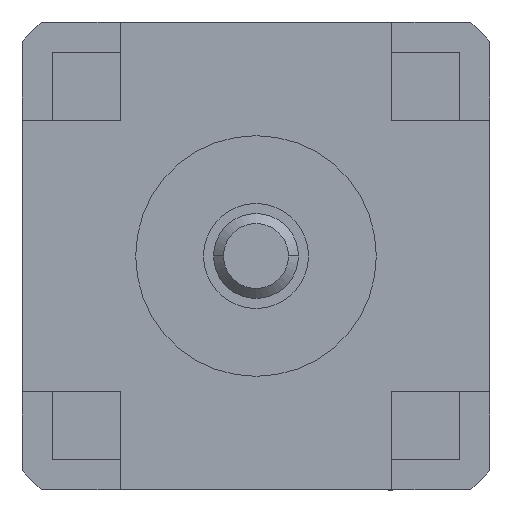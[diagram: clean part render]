
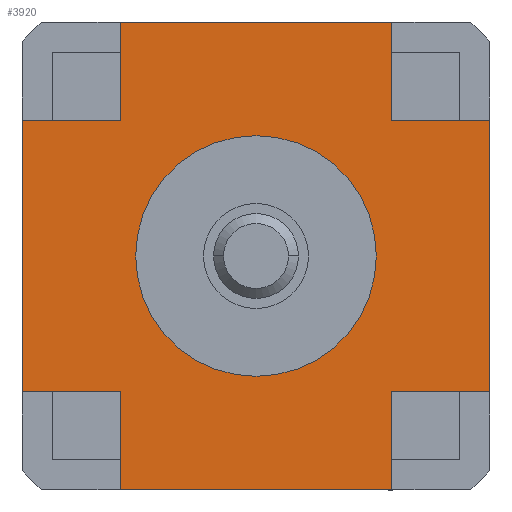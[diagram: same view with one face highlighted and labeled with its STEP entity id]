
A CAD part, left-side view. The second image highlights one B-rep face of the part: STEP entity #3920.
In plain terms, the highlighted planar face has unit normal (-1, 0, 0).
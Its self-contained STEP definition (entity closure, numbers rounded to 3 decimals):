
#72 = CARTESIAN_POINT ( 'NONE',  ( -9., 2.03, 2.03 ) ) ;
#82 = CARTESIAN_POINT ( 'NONE',  ( -9., 0., 0. ) ) ;
#111 = CARTESIAN_POINT ( 'NONE',  ( -9., 3.5, -2.03 ) ) ;
#152 = CARTESIAN_POINT ( 'NONE',  ( -9., -2.03, -2.03 ) ) ;
#173 = CIRCLE ( 'NONE', #1816, 1.8 ) ;
#186 = VERTEX_POINT ( 'NONE', #3520 ) ;
#205 = EDGE_CURVE ( 'NONE', #3156, #2207, #3791, .T. ) ;
#242 = DIRECTION ( 'NONE',  ( 0., 0., 1. ) ) ;
#452 = EDGE_CURVE ( 'NONE', #3639, #186, #4485, .T. ) ;
#501 = CARTESIAN_POINT ( 'NONE',  ( -9., -2.03, -3.5 ) ) ;
#513 = VERTEX_POINT ( 'NONE', #3343 ) ;
#563 = LINE ( 'NONE', #787, #2971 ) ;
#628 = ORIENTED_EDGE ( 'NONE', *, *, #786, .T. ) ;
#678 = VECTOR ( 'NONE', #2312, 1000. ) ;
#694 = CARTESIAN_POINT ( 'NONE',  ( -9., -1.8, 0. ) ) ;
#740 = LINE ( 'NONE', #72, #3554 ) ;
#746 = LINE ( 'NONE', #2738, #2481 ) ;
#752 = DIRECTION ( 'NONE',  ( 0., -1., 0. ) ) ;
#786 = EDGE_CURVE ( 'NONE', #1792, #3035, #1978, .T. ) ;
#787 = CARTESIAN_POINT ( 'NONE',  ( -9., 2.03, -2.03 ) ) ;
#814 = AXIS2_PLACEMENT_3D ( 'NONE', #1715, #2439, #2039 ) ;
#858 = AXIS2_PLACEMENT_3D ( 'NONE', #1125, #4347, #752 ) ;
#888 = VERTEX_POINT ( 'NONE', #501 ) ;
#899 = ORIENTED_EDGE ( 'NONE', *, *, #4437, .F. ) ;
#903 = CARTESIAN_POINT ( 'NONE',  ( -9., -2.03, 3.5 ) ) ;
#908 = VECTOR ( 'NONE', #242, 1000. ) ;
#997 = ORIENTED_EDGE ( 'NONE', *, *, #3237, .F. ) ;
#1001 = DIRECTION ( 'NONE',  ( 0., -1., 0. ) ) ;
#1013 = FACE_OUTER_BOUND ( 'NONE', #3053, .T. ) ;
#1017 = ORIENTED_EDGE ( 'NONE', *, *, #1994, .T. ) ;
#1075 = DIRECTION ( 'NONE',  ( 0., -1., 0. ) ) ;
#1122 = LINE ( 'NONE', #152, #3323 ) ;
#1125 = CARTESIAN_POINT ( 'NONE',  ( -9., 0., 0. ) ) ;
#1246 = DIRECTION ( 'NONE',  ( 0., 0., 1. ) ) ;
#1320 = PLANE ( 'NONE',  #814 ) ;
#1361 = DIRECTION ( 'NONE',  ( 0., -1., 0. ) ) ;
#1382 = EDGE_CURVE ( 'NONE', #3546, #3035, #4597, .T. ) ;
#1459 = LINE ( 'NONE', #3450, #2591 ) ;
#1483 = EDGE_CURVE ( 'NONE', #1792, #4071, #3166, .T. ) ;
#1499 = CARTESIAN_POINT ( 'NONE',  ( -9., 2.03, 2.03 ) ) ;
#1670 = CIRCLE ( 'NONE', #858, 1.8 ) ;
#1715 = CARTESIAN_POINT ( 'NONE',  ( -9., 0., 0. ) ) ;
#1773 = CARTESIAN_POINT ( 'NONE',  ( -9., 2.03, -2.03 ) ) ;
#1792 = VERTEX_POINT ( 'NONE', #3714 ) ;
#1798 = EDGE_LOOP ( 'NONE', ( #3511, #3869 ) ) ;
#1816 = AXIS2_PLACEMENT_3D ( 'NONE', #82, #1835, #1075 ) ;
#1835 = DIRECTION ( 'NONE',  ( -1., 0., 0. ) ) ;
#1897 = LINE ( 'NONE', #2492, #2177 ) ;
#1970 = CARTESIAN_POINT ( 'NONE',  ( -9., 2.03, -2.03 ) ) ;
#1975 = ORIENTED_EDGE ( 'NONE', *, *, #205, .T. ) ;
#1978 = LINE ( 'NONE', #3649, #3906 ) ;
#1994 = EDGE_CURVE ( 'NONE', #3801, #888, #2740, .T. ) ;
#2039 = DIRECTION ( 'NONE',  ( 0., -1., 0. ) ) ;
#2113 = EDGE_CURVE ( 'NONE', #186, #2207, #1897, .T. ) ;
#2172 = EDGE_CURVE ( 'NONE', #3294, #3430, #1670, .T. ) ;
#2177 = VECTOR ( 'NONE', #1001, 1000. ) ;
#2206 = EDGE_CURVE ( 'NONE', #3430, #3294, #173, .T. ) ;
#2207 = VERTEX_POINT ( 'NONE', #2452 ) ;
#2291 = CARTESIAN_POINT ( 'NONE',  ( -9., 2.03, -3.5 ) ) ;
#2296 = DIRECTION ( 'NONE',  ( 0., 0., -1. ) ) ;
#2312 = DIRECTION ( 'NONE',  ( 0., -1., 0. ) ) ;
#2407 = DIRECTION ( 'NONE',  ( 0., 1., 0. ) ) ;
#2439 = DIRECTION ( 'NONE',  ( -1., 0., 0. ) ) ;
#2452 = CARTESIAN_POINT ( 'NONE',  ( -9., -3.5, 2.03 ) ) ;
#2481 = VECTOR ( 'NONE', #2407, 1000. ) ;
#2492 = CARTESIAN_POINT ( 'NONE',  ( -9., -2.03, 2.03 ) ) ;
#2539 = DIRECTION ( 'NONE',  ( 0., 0., -1. ) ) ;
#2569 = EDGE_CURVE ( 'NONE', #3639, #2979, #746, .T. ) ;
#2591 = VECTOR ( 'NONE', #4195, 1000. ) ;
#2596 = DIRECTION ( 'NONE',  ( 0., 0., 1. ) ) ;
#2738 = CARTESIAN_POINT ( 'NONE',  ( -9., -3.211, 3.5 ) ) ;
#2740 = LINE ( 'NONE', #3879, #3363 ) ;
#2773 = CARTESIAN_POINT ( 'NONE',  ( -9., 1.8, 0. ) ) ;
#2965 = CARTESIAN_POINT ( 'NONE',  ( -9., -2.03, 2.03 ) ) ;
#2971 = VECTOR ( 'NONE', #1246, 1000. ) ;
#2979 = VERTEX_POINT ( 'NONE', #3309 ) ;
#2986 = DIRECTION ( 'NONE',  ( 0., 0., -1. ) ) ;
#2996 = EDGE_CURVE ( 'NONE', #4071, #2979, #740, .T. ) ;
#3035 = VERTEX_POINT ( 'NONE', #111 ) ;
#3053 = EDGE_LOOP ( 'NONE', ( #1975, #3891, #3778, #3099, #3453, #3833, #628, #3890, #899, #1017, #4438, #997 ) ) ;
#3099 = ORIENTED_EDGE ( 'NONE', *, *, #2569, .T. ) ;
#3156 = VERTEX_POINT ( 'NONE', #4543 ) ;
#3166 = LINE ( 'NONE', #3381, #678 ) ;
#3237 = EDGE_CURVE ( 'NONE', #3156, #513, #1459, .T. ) ;
#3294 = VERTEX_POINT ( 'NONE', #2773 ) ;
#3309 = CARTESIAN_POINT ( 'NONE',  ( -9., 2.03, 3.5 ) ) ;
#3323 = VECTOR ( 'NONE', #2296, 1000. ) ;
#3343 = CARTESIAN_POINT ( 'NONE',  ( -9., -2.03, -2.03 ) ) ;
#3363 = VECTOR ( 'NONE', #1361, 1000. ) ;
#3381 = CARTESIAN_POINT ( 'NONE',  ( -9., 2.03, 2.03 ) ) ;
#3430 = VERTEX_POINT ( 'NONE', #694 ) ;
#3450 = CARTESIAN_POINT ( 'NONE',  ( -9., -2.03, -2.03 ) ) ;
#3453 = ORIENTED_EDGE ( 'NONE', *, *, #2996, .F. ) ;
#3511 = ORIENTED_EDGE ( 'NONE', *, *, #2206, .F. ) ;
#3520 = CARTESIAN_POINT ( 'NONE',  ( -9., -2.03, 2.03 ) ) ;
#3546 = VERTEX_POINT ( 'NONE', #1970 ) ;
#3554 = VECTOR ( 'NONE', #2596, 1000. ) ;
#3639 = VERTEX_POINT ( 'NONE', #903 ) ;
#3649 = CARTESIAN_POINT ( 'NONE',  ( -9., 3.5, -3.211 ) ) ;
#3714 = CARTESIAN_POINT ( 'NONE',  ( -9., 3.5, 2.03 ) ) ;
#3741 = DIRECTION ( 'NONE',  ( 0., 1., 0. ) ) ;
#3778 = ORIENTED_EDGE ( 'NONE', *, *, #452, .F. ) ;
#3791 = LINE ( 'NONE', #4567, #908 ) ;
#3801 = VERTEX_POINT ( 'NONE', #2291 ) ;
#3833 = ORIENTED_EDGE ( 'NONE', *, *, #1483, .F. ) ;
#3869 = ORIENTED_EDGE ( 'NONE', *, *, #2172, .F. ) ;
#3879 = CARTESIAN_POINT ( 'NONE',  ( -9., 3.211, -3.5 ) ) ;
#3890 = ORIENTED_EDGE ( 'NONE', *, *, #1382, .F. ) ;
#3891 = ORIENTED_EDGE ( 'NONE', *, *, #2113, .F. ) ;
#3906 = VECTOR ( 'NONE', #2539, 1000. ) ;
#3920 = ADVANCED_FACE ( 'NONE', ( #4070, #1013 ), #1320, .T. ) ;
#4070 = FACE_BOUND ( 'NONE', #1798, .T. ) ;
#4071 = VERTEX_POINT ( 'NONE', #1499 ) ;
#4195 = DIRECTION ( 'NONE',  ( 0., 1., 0. ) ) ;
#4226 = EDGE_CURVE ( 'NONE', #513, #888, #1122, .T. ) ;
#4258 = VECTOR ( 'NONE', #2986, 1000. ) ;
#4347 = DIRECTION ( 'NONE',  ( -1., 0., 0. ) ) ;
#4425 = VECTOR ( 'NONE', #3741, 1000. ) ;
#4437 = EDGE_CURVE ( 'NONE', #3801, #3546, #563, .T. ) ;
#4438 = ORIENTED_EDGE ( 'NONE', *, *, #4226, .F. ) ;
#4485 = LINE ( 'NONE', #2965, #4258 ) ;
#4543 = CARTESIAN_POINT ( 'NONE',  ( -9., -3.5, -2.03 ) ) ;
#4567 = CARTESIAN_POINT ( 'NONE',  ( -9., -3.5, -3.211 ) ) ;
#4597 = LINE ( 'NONE', #1773, #4425 ) ;
